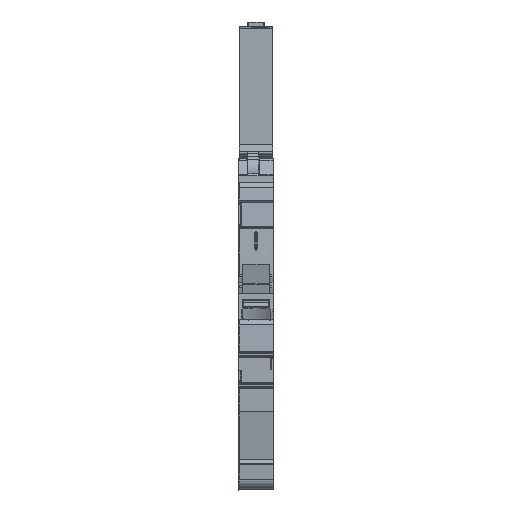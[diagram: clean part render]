
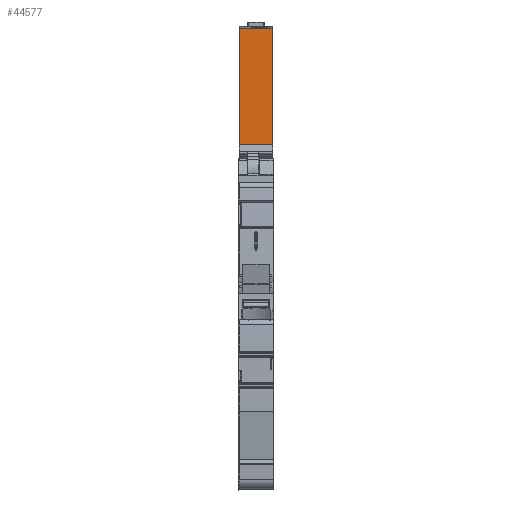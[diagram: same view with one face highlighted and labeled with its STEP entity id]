
A CAD part, front view. The second image highlights one B-rep face of the part: STEP entity #44577.
In plain terms, the highlighted planar face has unit normal (0, -1, 0).
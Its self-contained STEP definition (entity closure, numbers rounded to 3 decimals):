
#44541=AXIS2_PLACEMENT_3D('Plane Axis2P3D',#44538,#44539,#44540) ;
#14147=CARTESIAN_POINT('Vertex',(6.05,43.564,82.056)) ;
#14150=CARTESIAN_POINT('Line Origine',(6.05,43.564,79.458)) ;
#14154=CARTESIAN_POINT('Vertex',(6.05,43.564,76.86)) ;
#14287=CARTESIAN_POINT('Vertex',(6.05,43.564,76.16)) ;
#14290=CARTESIAN_POINT('Line Origine',(6.05,43.564,68.732)) ;
#14294=CARTESIAN_POINT('Vertex',(6.05,43.564,61.304)) ;
#43157=CARTESIAN_POINT('Vertex',(0.05,43.564,61.304)) ;
#43160=CARTESIAN_POINT('Line Origine',(0.05,43.564,71.68)) ;
#43164=CARTESIAN_POINT('Vertex',(0.05,43.564,82.056)) ;
#44521=CARTESIAN_POINT('Line Origine',(3.05,43.564,61.304)) ;
#44538=CARTESIAN_POINT('Axis2P3D Location',(2.9,43.564,62.81)) ;
#44543=CARTESIAN_POINT('Line Origine',(3.05,43.564,82.056)) ;
#44548=CARTESIAN_POINT('Line Origine',(6.,43.564,76.16)) ;
#44552=CARTESIAN_POINT('Vertex',(5.95,43.564,76.16)) ;
#44555=CARTESIAN_POINT('Line Origine',(5.95,43.564,76.51)) ;
#44559=CARTESIAN_POINT('Vertex',(5.95,43.564,76.86)) ;
#44562=CARTESIAN_POINT('Line Origine',(6.,43.564,76.86)) ;
#14151=DIRECTION('Vector Direction',(0.,0.,1.)) ;
#14291=DIRECTION('Vector Direction',(0.,0.,-1.)) ;
#43161=DIRECTION('Vector Direction',(0.,0.,-1.)) ;
#44522=DIRECTION('Vector Direction',(1.,0.,0.)) ;
#44539=DIRECTION('Axis2P3D Direction',(0.,1.,0.)) ;
#44540=DIRECTION('Axis2P3D XDirection',(0.,0.,1.)) ;
#44544=DIRECTION('Vector Direction',(1.,0.,0.)) ;
#44549=DIRECTION('Vector Direction',(-1.,0.,0.)) ;
#44556=DIRECTION('Vector Direction',(0.,0.,-1.)) ;
#44563=DIRECTION('Vector Direction',(-1.,0.,0.)) ;
#14152=VECTOR('Line Direction',#14151,1.) ;
#14292=VECTOR('Line Direction',#14291,1.) ;
#43162=VECTOR('Line Direction',#43161,1.) ;
#44523=VECTOR('Line Direction',#44522,1.) ;
#44545=VECTOR('Line Direction',#44544,1.) ;
#44550=VECTOR('Line Direction',#44549,1.) ;
#44557=VECTOR('Line Direction',#44556,1.) ;
#44564=VECTOR('Line Direction',#44563,1.) ;
#44568=ORIENTED_EDGE('',*,*,#14156,.F.) ;
#44569=ORIENTED_EDGE('',*,*,#44547,.T.) ;
#44570=ORIENTED_EDGE('',*,*,#43166,.T.) ;
#44571=ORIENTED_EDGE('',*,*,#44525,.F.) ;
#44572=ORIENTED_EDGE('',*,*,#14296,.F.) ;
#44573=ORIENTED_EDGE('',*,*,#44554,.T.) ;
#44574=ORIENTED_EDGE('',*,*,#44561,.F.) ;
#44575=ORIENTED_EDGE('',*,*,#44566,.F.) ;
#44577=ADVANCED_FACE('A2T 4 FS-FT',(#44576),#44542,.F.) ;
#14156=EDGE_CURVE('',#14148,#14155,#14153,.F.) ;
#14296=EDGE_CURVE('',#14288,#14295,#14293,.T.) ;
#43166=EDGE_CURVE('',#43165,#43158,#43163,.T.) ;
#44525=EDGE_CURVE('',#14295,#43158,#44524,.F.) ;
#44547=EDGE_CURVE('',#14148,#43165,#44546,.F.) ;
#44554=EDGE_CURVE('',#14288,#44553,#44551,.T.) ;
#44561=EDGE_CURVE('',#44560,#44553,#44558,.T.) ;
#44566=EDGE_CURVE('',#14155,#44560,#44565,.T.) ;
#44567=EDGE_LOOP('',(#44568,#44569,#44570,#44571,#44572,#44573,#44574,#44575)) ;
#44576=FACE_OUTER_BOUND('',#44567,.T.) ;
#14153=LINE('Line',#14150,#14152) ;
#14293=LINE('Line',#14290,#14292) ;
#43163=LINE('Line',#43160,#43162) ;
#44524=LINE('Line',#44521,#44523) ;
#44546=LINE('Line',#44543,#44545) ;
#44551=LINE('Line',#44548,#44550) ;
#44558=LINE('Line',#44555,#44557) ;
#44565=LINE('Line',#44562,#44564) ;
#44542=PLANE('',#44541) ;
#14148=VERTEX_POINT('',#14147) ;
#14155=VERTEX_POINT('',#14154) ;
#14288=VERTEX_POINT('',#14287) ;
#14295=VERTEX_POINT('',#14294) ;
#43158=VERTEX_POINT('',#43157) ;
#43165=VERTEX_POINT('',#43164) ;
#44553=VERTEX_POINT('',#44552) ;
#44560=VERTEX_POINT('',#44559) ;
